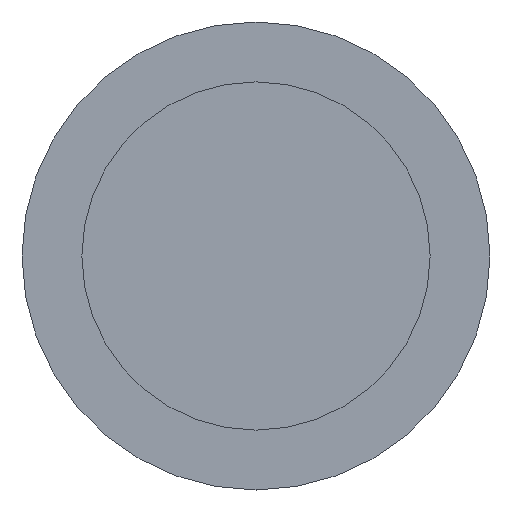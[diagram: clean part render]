
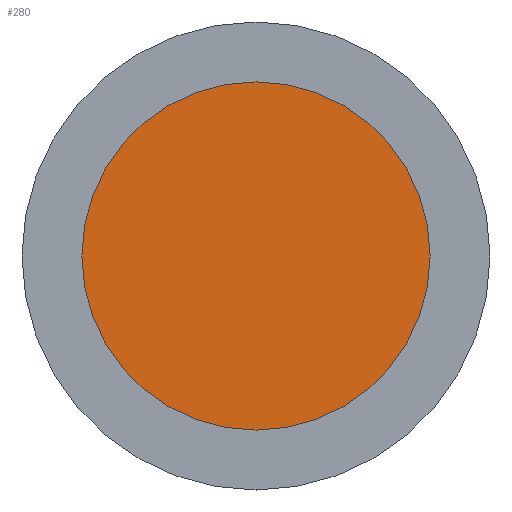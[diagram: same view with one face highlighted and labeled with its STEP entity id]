
A CAD part, front view. The second image highlights one B-rep face of the part: STEP entity #280.
In plain terms, the highlighted planar face has unit normal (0, -1, 0).
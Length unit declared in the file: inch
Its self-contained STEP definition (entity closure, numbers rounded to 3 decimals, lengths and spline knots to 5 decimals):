
#34 = EDGE_CURVE ( 'NONE', #630, #628, #506, .T. ) ;
#84 = CIRCLE ( 'NONE', #471, 0.0465 ) ;
#86 = CARTESIAN_POINT ( 'NONE',  ( 0., 0., 0. ) ) ;
#150 = ORIENTED_EDGE ( 'NONE', *, *, #34, .F. ) ;
#169 = CARTESIAN_POINT ( 'NONE',  ( 0., 0., -0.0465 ) ) ;
#171 = DIRECTION ( 'NONE',  ( 0., 1., 0. ) ) ;
#185 = AXIS2_PLACEMENT_3D ( 'NONE', #649, #605, #338 ) ;
#197 = EDGE_CURVE ( 'NONE', #628, #630, #84, .T. ) ;
#224 = DIRECTION ( 'NONE',  ( 0., 1., 0. ) ) ;
#237 = CARTESIAN_POINT ( 'NONE',  ( 0., 0., 0. ) ) ;
#280 = ADVANCED_FACE ( 'NONE', ( #478 ), #545, .F. ) ;
#282 = DIRECTION ( 'NONE',  ( 0., 0., 1. ) ) ;
#338 = DIRECTION ( 'NONE',  ( 0., 0., 1. ) ) ;
#409 = ORIENTED_EDGE ( 'NONE', *, *, #197, .F. ) ;
#429 = DIRECTION ( 'NONE',  ( 0., 0., 1. ) ) ;
#471 = AXIS2_PLACEMENT_3D ( 'NONE', #86, #171, #429 ) ;
#478 = FACE_OUTER_BOUND ( 'NONE', #560, .T. ) ;
#506 = CIRCLE ( 'NONE', #528, 0.0465 ) ;
#528 = AXIS2_PLACEMENT_3D ( 'NONE', #237, #224, #282 ) ;
#545 = PLANE ( 'NONE',  #185 ) ;
#560 = EDGE_LOOP ( 'NONE', ( #409, #150 ) ) ;
#605 = DIRECTION ( 'NONE',  ( 0., 1., 0. ) ) ;
#624 = CARTESIAN_POINT ( 'NONE',  ( 0., 0., 0.0465 ) ) ;
#628 = VERTEX_POINT ( 'NONE', #624 ) ;
#630 = VERTEX_POINT ( 'NONE', #169 ) ;
#649 = CARTESIAN_POINT ( 'NONE',  ( 0., 0., 0. ) ) ;
